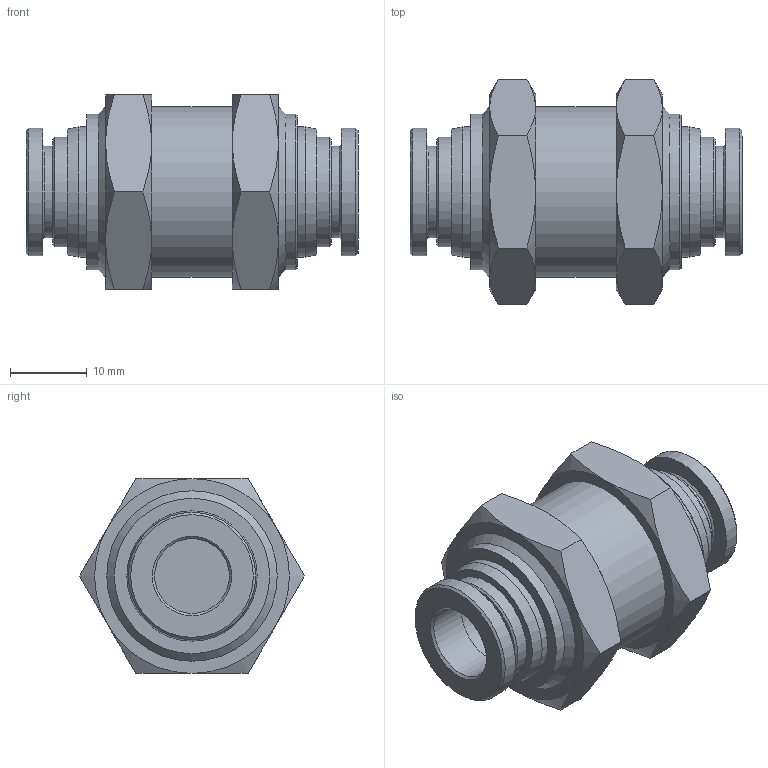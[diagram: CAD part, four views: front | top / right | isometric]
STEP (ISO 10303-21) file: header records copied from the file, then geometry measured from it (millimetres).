
FILE_DESCRIPTION((''),'2;1');
FILE_NAME('PMM 3_8.stp','2016-10-17T14:19:43',('Administrator'),(''),'Autodesk Inventor 2013','Autodesk Inventor 2013','');
FILE_SCHEMA(('CONFIG_CONTROL_DESIGN'));
Length unit declared in the file: millimetre
Products named in the file (4): PMM 3_8; NMM 3_8 BODY; NMM N3_8-UNF7_8 NUT; SLEEVE N3_8R-C
Assembly tree (5 placements, depth 2):
  PMM 3_8
    NMM 3_8 BODY
    NMM N3_8-UNF7_8 NUT  x2
    SLEEVE N3_8R-C  x2
Bounding box: 43.3 x 29.33 x 25.4 mm (x, y, z)
Volume: 12961.9 mm3; surface area: 7885.3 mm2
Topology: 5 solids, 5 shells, 88 faces, 167 edges, 97 vertices
Faces by surface type: cone 41, plane 30, cylinder 17
Full cylindrical faces by diameter (mm): 9.75 x4, 11.9 x2, 14.3 x2, 16.6 x2, 17 x2, 20.26 x2, 20.262 x2, 22.23 x1
Entity records: 1294 total; most frequent: CARTESIAN_POINT 242, DIRECTION 220, ORIENTED_EDGE 150, AXIS2_PLACEMENT_3D 107, EDGE_LOOP 86, EDGE_CURVE 75, VERTEX_POINT 57, FACE_OUTER_BOUND 53
